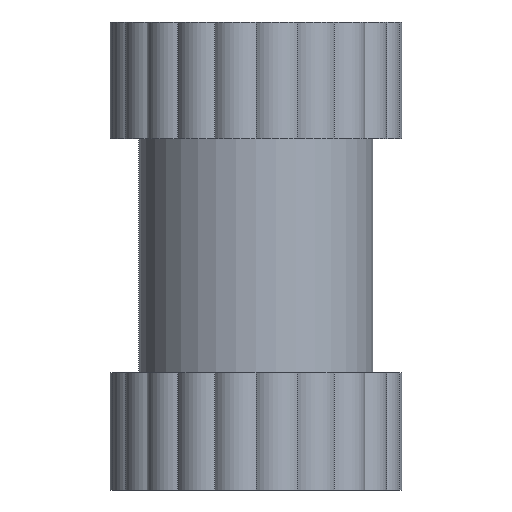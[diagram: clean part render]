
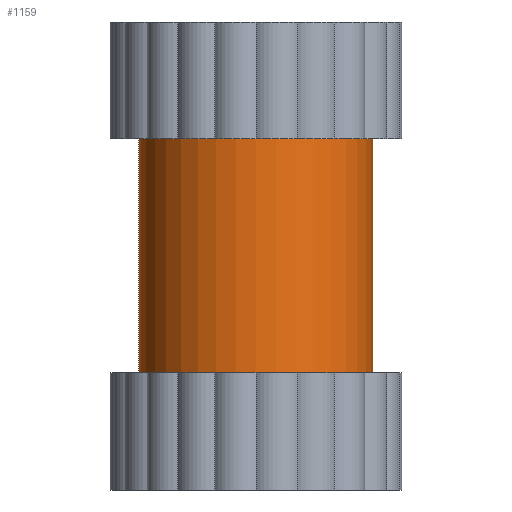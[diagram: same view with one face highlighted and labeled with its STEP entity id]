
A CAD part, front view. The second image highlights one B-rep face of the part: STEP entity #1159.
In plain terms, the highlighted cylindrical face has radius 1 mm (diameter 2 mm), a full revolution.
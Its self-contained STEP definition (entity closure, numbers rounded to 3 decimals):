
#269 = EDGE_CURVE('',#270,#270,#272,.T.);
#270 = VERTEX_POINT('',#271);
#271 = CARTESIAN_POINT('',(-1.,0.,-1.));
#272 = CIRCLE('',#273,1.);
#273 = AXIS2_PLACEMENT_3D('',#274,#275,#276);
#274 = CARTESIAN_POINT('',(0.,0.,-1.));
#275 = DIRECTION('',(-0.,0.,-1.));
#276 = DIRECTION('',(-1.,0.,0.));
#1159 = ADVANCED_FACE('',(#1160),#1179,.T.);
#1160 = FACE_BOUND('',#1161,.T.);
#1161 = EDGE_LOOP('',(#1162,#1171,#1177,#1178));
#1162 = ORIENTED_EDGE('',*,*,#1163,.T.);
#1163 = EDGE_CURVE('',#1164,#1164,#1166,.T.);
#1164 = VERTEX_POINT('',#1165);
#1165 = CARTESIAN_POINT('',(-1.,0.,1.));
#1166 = CIRCLE('',#1167,1.);
#1167 = AXIS2_PLACEMENT_3D('',#1168,#1169,#1170);
#1168 = CARTESIAN_POINT('',(0.,0.,1.));
#1169 = DIRECTION('',(-0.,0.,-1.));
#1170 = DIRECTION('',(-1.,0.,0.));
#1171 = ORIENTED_EDGE('',*,*,#1172,.T.);
#1172 = EDGE_CURVE('',#1164,#270,#1173,.T.);
#1173 = LINE('',#1174,#1175);
#1174 = CARTESIAN_POINT('',(-1.,0.,1.));
#1175 = VECTOR('',#1176,1.);
#1176 = DIRECTION('',(0.,0.,-1.));
#1177 = ORIENTED_EDGE('',*,*,#269,.F.);
#1178 = ORIENTED_EDGE('',*,*,#1172,.F.);
#1179 = CYLINDRICAL_SURFACE('',#1180,1.);
#1180 = AXIS2_PLACEMENT_3D('',#1181,#1182,#1183);
#1181 = CARTESIAN_POINT('',(0.,0.,1.));
#1182 = DIRECTION('',(-0.,0.,-1.));
#1183 = DIRECTION('',(-1.,0.,0.));
